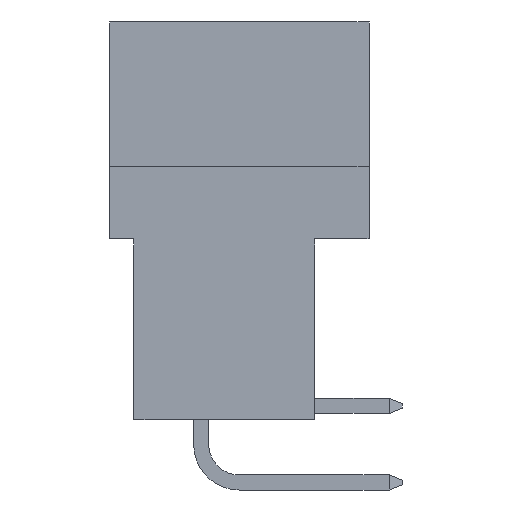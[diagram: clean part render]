
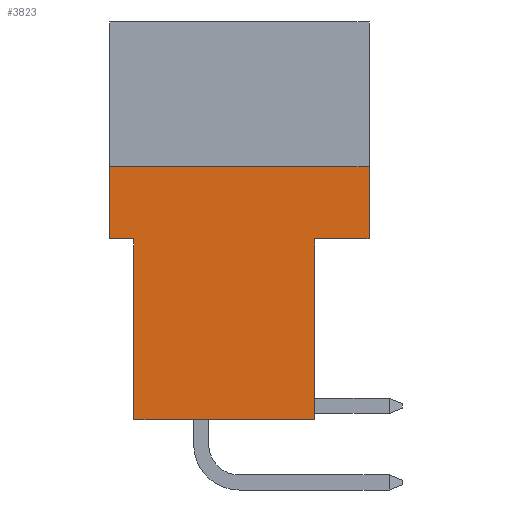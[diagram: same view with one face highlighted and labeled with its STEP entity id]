
A CAD part, left-side view. The second image highlights one B-rep face of the part: STEP entity #3823.
In plain terms, the highlighted planar face has unit normal (-1, 0, 0).
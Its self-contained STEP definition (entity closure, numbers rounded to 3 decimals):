
#130 = ORIENTED_EDGE ( 'NONE', *, *, #1722, .T. ) ;
#181 = CARTESIAN_POINT ( 'NONE',  ( -19.02, 4.3, -7.2 ) ) ;
#221 = LINE ( 'NONE', #5659, #5151 ) ;
#352 = CARTESIAN_POINT ( 'NONE',  ( -19.02, -4.3, -7.2 ) ) ;
#362 = EDGE_CURVE ( 'NONE', #1476, #5739, #2646, .T. ) ;
#376 = CARTESIAN_POINT ( 'NONE',  ( -19.02, 3.5, -13.2 ) ) ;
#515 = CARTESIAN_POINT ( 'NONE',  ( -19.02, 4.3, -4.8 ) ) ;
#686 = ORIENTED_EDGE ( 'NONE', *, *, #4606, .F. ) ;
#712 = DIRECTION ( 'NONE',  ( 0., -1., 0. ) ) ;
#733 = CARTESIAN_POINT ( 'NONE',  ( -19.02, -4.3, -4.8 ) ) ;
#743 = EDGE_CURVE ( 'NONE', #2562, #1282, #1616, .T. ) ;
#1145 = VECTOR ( 'NONE', #2843, 1000. ) ;
#1218 = ORIENTED_EDGE ( 'NONE', *, *, #2537, .F. ) ;
#1282 = VERTEX_POINT ( 'NONE', #733 ) ;
#1464 = VERTEX_POINT ( 'NONE', #4439 ) ;
#1476 = VERTEX_POINT ( 'NONE', #352 ) ;
#1604 = DIRECTION ( 'NONE',  ( 0., 0., 1. ) ) ;
#1605 = DIRECTION ( 'NONE',  ( 0., 0., -1. ) ) ;
#1616 = LINE ( 'NONE', #2530, #2933 ) ;
#1722 = EDGE_CURVE ( 'NONE', #3672, #1464, #1865, .T. ) ;
#1782 = DIRECTION ( 'NONE',  ( 0., 0., -1. ) ) ;
#1865 = LINE ( 'NONE', #4656, #1145 ) ;
#1917 = LINE ( 'NONE', #4580, #4356 ) ;
#1942 = VERTEX_POINT ( 'NONE', #5826 ) ;
#2133 = EDGE_CURVE ( 'NONE', #1476, #1282, #1917, .T. ) ;
#2144 = CARTESIAN_POINT ( 'NONE',  ( -19.02, 3.5, -7.2 ) ) ;
#2223 = CARTESIAN_POINT ( 'NONE',  ( -19.02, -2.5, -7.2 ) ) ;
#2448 = LINE ( 'NONE', #181, #5032 ) ;
#2530 = CARTESIAN_POINT ( 'NONE',  ( -19.02, 4.3, -4.8 ) ) ;
#2537 = EDGE_CURVE ( 'NONE', #5739, #1464, #3224, .T. ) ;
#2562 = VERTEX_POINT ( 'NONE', #515 ) ;
#2646 = LINE ( 'NONE', #2223, #5013 ) ;
#2728 = LINE ( 'NONE', #3548, #5269 ) ;
#2843 = DIRECTION ( 'NONE',  ( 0., -1., 0. ) ) ;
#2933 = VECTOR ( 'NONE', #712, 1000. ) ;
#3147 = EDGE_CURVE ( 'NONE', #3748, #1942, #2448, .T. ) ;
#3224 = LINE ( 'NONE', #4776, #3910 ) ;
#3345 = AXIS2_PLACEMENT_3D ( 'NONE', #3564, #3655, #5386 ) ;
#3415 = EDGE_CURVE ( 'NONE', #3748, #3672, #2728, .T. ) ;
#3548 = CARTESIAN_POINT ( 'NONE',  ( -19.02, 3.5, -7.2 ) ) ;
#3564 = CARTESIAN_POINT ( 'NONE',  ( -19.02, 4.3, -13.2 ) ) ;
#3595 = PLANE ( 'NONE',  #3345 ) ;
#3655 = DIRECTION ( 'NONE',  ( -1., 0., 0. ) ) ;
#3672 = VERTEX_POINT ( 'NONE', #376 ) ;
#3693 = ORIENTED_EDGE ( 'NONE', *, *, #743, .F. ) ;
#3748 = VERTEX_POINT ( 'NONE', #2144 ) ;
#3794 = ORIENTED_EDGE ( 'NONE', *, *, #362, .F. ) ;
#3823 = ADVANCED_FACE ( 'NONE', ( #4522 ), #3595, .T. ) ;
#3840 = CARTESIAN_POINT ( 'NONE',  ( -19.02, -2.5, -7.2 ) ) ;
#3910 = VECTOR ( 'NONE', #1605, 1000. ) ;
#4068 = DIRECTION ( 'NONE',  ( 0., 0., 1. ) ) ;
#4356 = VECTOR ( 'NONE', #4068, 1000. ) ;
#4439 = CARTESIAN_POINT ( 'NONE',  ( -19.02, -2.5, -13.2 ) ) ;
#4522 = FACE_OUTER_BOUND ( 'NONE', #4599, .T. ) ;
#4580 = CARTESIAN_POINT ( 'NONE',  ( -19.02, -4.3, -13.2 ) ) ;
#4599 = EDGE_LOOP ( 'NONE', ( #1218, #3794, #5421, #3693, #686, #5080, #5575, #130 ) ) ;
#4606 = EDGE_CURVE ( 'NONE', #1942, #2562, #221, .T. ) ;
#4656 = CARTESIAN_POINT ( 'NONE',  ( -19.02, 4.3, -13.2 ) ) ;
#4776 = CARTESIAN_POINT ( 'NONE',  ( -19.02, -2.5, -7.2 ) ) ;
#5013 = VECTOR ( 'NONE', #5419, 1000. ) ;
#5032 = VECTOR ( 'NONE', #5178, 1000. ) ;
#5080 = ORIENTED_EDGE ( 'NONE', *, *, #3147, .F. ) ;
#5151 = VECTOR ( 'NONE', #1604, 1000. ) ;
#5178 = DIRECTION ( 'NONE',  ( 0., 1., 0. ) ) ;
#5269 = VECTOR ( 'NONE', #1782, 1000. ) ;
#5386 = DIRECTION ( 'NONE',  ( 0., 0., 1. ) ) ;
#5419 = DIRECTION ( 'NONE',  ( 0., 1., 0. ) ) ;
#5421 = ORIENTED_EDGE ( 'NONE', *, *, #2133, .T. ) ;
#5575 = ORIENTED_EDGE ( 'NONE', *, *, #3415, .T. ) ;
#5659 = CARTESIAN_POINT ( 'NONE',  ( -19.02, 4.3, -13.2 ) ) ;
#5739 = VERTEX_POINT ( 'NONE', #3840 ) ;
#5826 = CARTESIAN_POINT ( 'NONE',  ( -19.02, 4.3, -7.2 ) ) ;
